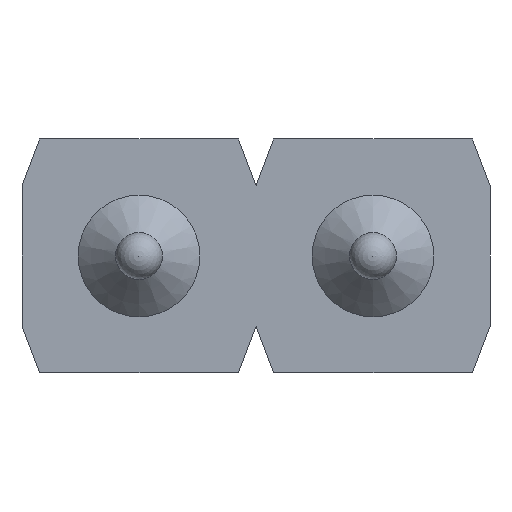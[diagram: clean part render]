
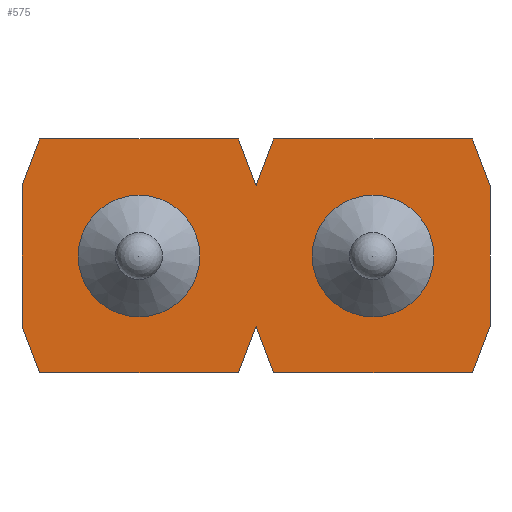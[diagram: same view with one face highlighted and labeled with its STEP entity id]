
A CAD part, front view. The second image highlights one B-rep face of the part: STEP entity #575.
In plain terms, the highlighted planar face has unit normal (0, -1, 0).
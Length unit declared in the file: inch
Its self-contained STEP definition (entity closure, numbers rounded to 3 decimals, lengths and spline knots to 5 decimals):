
#21=LINE('',#911,#63);
#25=LINE('',#920,#67);
#27=LINE('',#925,#69);
#33=LINE('',#938,#75);
#37=LINE('',#947,#79);
#41=LINE('',#956,#83);
#42=LINE('',#962,#84);
#43=LINE('',#963,#85);
#44=LINE('',#965,#86);
#45=LINE('',#966,#87);
#46=LINE('',#967,#88);
#47=LINE('',#968,#89);
#48=LINE('',#970,#90);
#49=LINE('',#971,#91);
#63=VECTOR('',#754,39.37008);
#67=VECTOR('',#760,39.37008);
#69=VECTOR('',#764,39.37008);
#75=VECTOR('',#772,39.37008);
#79=VECTOR('',#778,39.37008);
#83=VECTOR('',#784,39.37008);
#84=VECTOR('',#791,39.37008);
#85=VECTOR('',#792,39.37008);
#86=VECTOR('',#793,39.37008);
#87=VECTOR('',#794,39.37008);
#88=VECTOR('',#795,39.37008);
#89=VECTOR('',#796,39.37008);
#90=VECTOR('',#797,39.37008);
#91=VECTOR('',#798,39.37008);
#189=ORIENTED_EDGE('',*,*,#304,.T.);
#190=ORIENTED_EDGE('',*,*,#305,.T.);
#191=ORIENTED_EDGE('',*,*,#306,.T.);
#192=ORIENTED_EDGE('',*,*,#283,.F.);
#193=ORIENTED_EDGE('',*,*,#307,.T.);
#194=ORIENTED_EDGE('',*,*,#308,.T.);
#195=ORIENTED_EDGE('',*,*,#287,.F.);
#196=ORIENTED_EDGE('',*,*,#309,.T.);
#197=ORIENTED_EDGE('',*,*,#303,.F.);
#198=ORIENTED_EDGE('',*,*,#310,.T.);
#199=ORIENTED_EDGE('',*,*,#295,.F.);
#200=ORIENTED_EDGE('',*,*,#311,.T.);
#201=ORIENTED_EDGE('',*,*,#312,.T.);
#202=ORIENTED_EDGE('',*,*,#299,.F.);
#203=ORIENTED_EDGE('',*,*,#313,.T.);
#204=ORIENTED_EDGE('',*,*,#289,.F.);
#283=EDGE_CURVE('',#349,#347,#21,.T.);
#287=EDGE_CURVE('',#353,#351,#25,.T.);
#289=EDGE_CURVE('',#355,#356,#27,.T.);
#295=EDGE_CURVE('',#361,#359,#33,.T.);
#299=EDGE_CURVE('',#365,#363,#37,.T.);
#303=EDGE_CURVE('',#369,#367,#41,.T.);
#304=EDGE_CURVE('',#370,#370,#397,.T.);
#305=EDGE_CURVE('',#371,#371,#398,.T.);
#306=EDGE_CURVE('',#355,#347,#42,.T.);
#307=EDGE_CURVE('',#349,#372,#43,.T.);
#308=EDGE_CURVE('',#372,#351,#44,.T.);
#309=EDGE_CURVE('',#353,#367,#45,.T.);
#310=EDGE_CURVE('',#369,#359,#46,.T.);
#311=EDGE_CURVE('',#361,#373,#47,.T.);
#312=EDGE_CURVE('',#373,#363,#48,.T.);
#313=EDGE_CURVE('',#365,#356,#49,.T.);
#347=VERTEX_POINT('',#906);
#349=VERTEX_POINT('',#910);
#351=VERTEX_POINT('',#915);
#353=VERTEX_POINT('',#919);
#355=VERTEX_POINT('',#924);
#356=VERTEX_POINT('',#926);
#359=VERTEX_POINT('',#933);
#361=VERTEX_POINT('',#937);
#363=VERTEX_POINT('',#942);
#365=VERTEX_POINT('',#946);
#367=VERTEX_POINT('',#951);
#369=VERTEX_POINT('',#955);
#370=VERTEX_POINT('',#959);
#371=VERTEX_POINT('',#961);
#372=VERTEX_POINT('',#964);
#373=VERTEX_POINT('',#969);
#397=CIRCLE('',#657,0.026);
#398=CIRCLE('',#658,0.026);
#441=EDGE_LOOP('',(#189));
#442=EDGE_LOOP('',(#190));
#443=EDGE_LOOP('',(#191,#192,#193,#194,#195,#196,#197,#198,#199,#200,#201,
#202,#203,#204));
#504=FACE_BOUND('',#441,.T.);
#505=FACE_BOUND('',#442,.T.);
#506=FACE_BOUND('',#443,.T.);
#541=PLANE('',#656);
#575=ADVANCED_FACE('',(#504,#505,#506),#541,.F.);
#656=AXIS2_PLACEMENT_3D('',#957,#785,#786);
#657=AXIS2_PLACEMENT_3D('',#958,#787,#788);
#658=AXIS2_PLACEMENT_3D('',#960,#789,#790);
#754=DIRECTION('',(-1.,0.,0.));
#760=DIRECTION('',(-1.,0.,0.));
#764=DIRECTION('',(0.,0.,1.));
#772=DIRECTION('',(1.,0.,0.));
#778=DIRECTION('',(1.,0.,0.));
#784=DIRECTION('',(0.,0.,-1.));
#785=DIRECTION('',(0.,1.,0.));
#786=DIRECTION('',(0.,0.,1.));
#787=DIRECTION('',(0.,1.,0.));
#788=DIRECTION('',(1.,0.,0.));
#789=DIRECTION('',(0.,1.,0.));
#790=DIRECTION('',(1.,0.,0.));
#791=DIRECTION('',(0.351,0.,-0.936));
#792=DIRECTION('',(0.351,0.,0.936));
#793=DIRECTION('',(0.351,0.,-0.936));
#794=DIRECTION('',(0.351,0.,0.936));
#795=DIRECTION('',(-0.351,0.,0.936));
#796=DIRECTION('',(-0.351,0.,-0.936));
#797=DIRECTION('',(-0.351,0.,0.936));
#798=DIRECTION('',(-0.351,0.,-0.936));
#906=CARTESIAN_POINT('',(0.0075,0.,-0.05));
#910=CARTESIAN_POINT('',(0.0925,0.,-0.05));
#911=CARTESIAN_POINT('',(0.2,0.,-0.05));
#915=CARTESIAN_POINT('',(0.1075,0.,-0.05));
#919=CARTESIAN_POINT('',(0.1925,0.,-0.05));
#920=CARTESIAN_POINT('',(0.2,0.,-0.05));
#924=CARTESIAN_POINT('',(0.,0.,-0.03));
#925=CARTESIAN_POINT('',(0.,0.,-0.05));
#926=CARTESIAN_POINT('',(0.,0.,0.03));
#933=CARTESIAN_POINT('',(0.1925,0.,0.05));
#937=CARTESIAN_POINT('',(0.1075,0.,0.05));
#938=CARTESIAN_POINT('',(0.,0.,0.05));
#942=CARTESIAN_POINT('',(0.0925,0.,0.05));
#946=CARTESIAN_POINT('',(0.0075,0.,0.05));
#947=CARTESIAN_POINT('',(0.,0.,0.05));
#951=CARTESIAN_POINT('',(0.2,0.,-0.03));
#955=CARTESIAN_POINT('',(0.2,0.,0.03));
#956=CARTESIAN_POINT('',(0.2,0.,0.05));
#957=CARTESIAN_POINT('',(0.,0.,0.));
#958=CARTESIAN_POINT('',(0.05,0.,0.));
#959=CARTESIAN_POINT('',(0.076,0.,0.));
#960=CARTESIAN_POINT('',(0.15,0.,0.));
#961=CARTESIAN_POINT('',(0.176,0.,0.));
#962=CARTESIAN_POINT('',(0.,0.,-0.03));
#963=CARTESIAN_POINT('',(0.0925,0.,-0.05));
#964=CARTESIAN_POINT('',(0.1,0.,-0.03));
#965=CARTESIAN_POINT('',(0.1,0.,-0.03));
#966=CARTESIAN_POINT('',(0.1925,0.,-0.05));
#967=CARTESIAN_POINT('',(0.2,0.,0.03));
#968=CARTESIAN_POINT('',(0.1075,0.,0.05));
#969=CARTESIAN_POINT('',(0.1,0.,0.03));
#970=CARTESIAN_POINT('',(0.1,0.,0.03));
#971=CARTESIAN_POINT('',(0.0075,0.,0.05));
